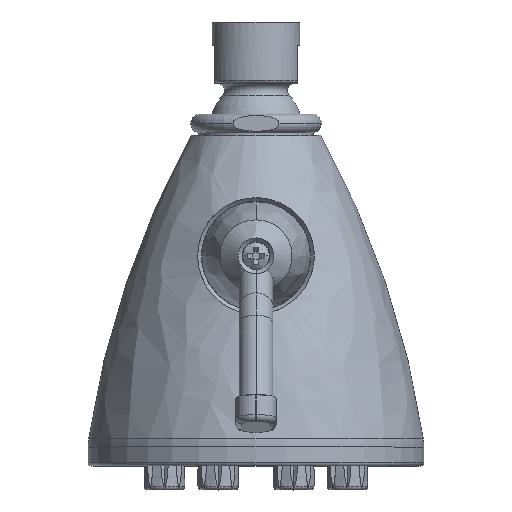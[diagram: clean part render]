
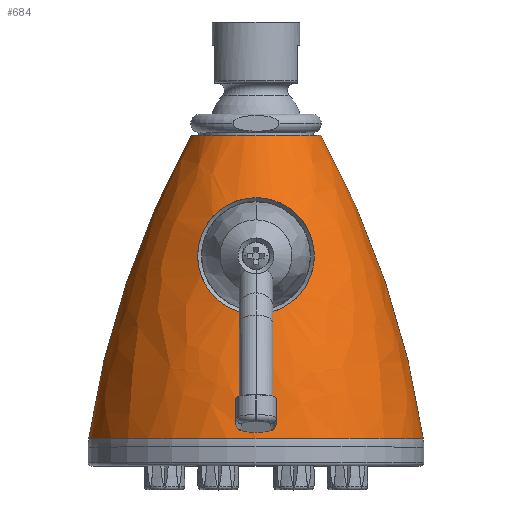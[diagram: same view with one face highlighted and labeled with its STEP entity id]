
A CAD part, top view. The second image highlights one B-rep face of the part: STEP entity #684.
In plain terms, the highlighted free-form (B-spline) face has degree [3, 3] with [7, 4] control points.
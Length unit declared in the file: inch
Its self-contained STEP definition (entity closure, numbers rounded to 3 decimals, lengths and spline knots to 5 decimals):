
#204=CARTESIAN_POINT('',(0.,0.29186,0.));
#205=DIRECTION('',(0.,-1.,0.));
#206=DIRECTION('',(0.,0.,1.));
#207=AXIS2_PLACEMENT_3D('',#204,#205,#206);
#228=CARTESIAN_POINT('',(0.,-1.17133,-7.93656));
#229=DIRECTION('',(-1.,0.,0.));
#230=DIRECTION('',(0.,0.149,0.989));
#231=AXIS2_PLACEMENT_3D('',#228,#229,#230);
#236=CARTESIAN_POINT('',(0.,3.55512,0.));
#237=DIRECTION('',(0.,1.,0.));
#238=DIRECTION('',(0.,0.,-1.));
#239=AXIS2_PLACEMENT_3D('',#236,#237,#238);
#252=CARTESIAN_POINT('',(0.,-1.17133,7.93656));
#253=DIRECTION('',(1.,0.,0.));
#254=DIRECTION('',(0.,0.149,-0.989));
#255=AXIS2_PLACEMENT_3D('',#252,#253,#254);
#291=CARTESIAN_POINT('',(-1.49891,1.62992,
0.));
#292=CARTESIAN_POINT('',(-1.49891,1.62992,0.03239));
#293=CARTESIAN_POINT('',(-1.49525,1.635,0.09795));
#294=CARTESIAN_POINT('',(-1.47878,1.65823,0.19523));
#295=CARTESIAN_POINT('',(-1.45041,1.69854,0.29132));
#296=CARTESIAN_POINT('',(-1.41121,1.75554,0.38145));
#297=CARTESIAN_POINT('',(-1.36016,1.83212,0.4656));
#298=CARTESIAN_POINT('',(-1.3007,1.92591,0.53621));
#299=CARTESIAN_POINT('',(-1.23924,2.03003,0.58756));
#300=CARTESIAN_POINT('',(-1.18077,2.13936,0.61844));
#301=CARTESIAN_POINT('',(-1.1291,2.24985,0.62915));
#302=CARTESIAN_POINT('',(-1.08658,2.35875,0.62069));
#303=CARTESIAN_POINT('',(-1.05448,2.46461,0.59345));
#304=CARTESIAN_POINT('',(-1.03378,2.56238,0.54935));
#305=CARTESIAN_POINT('',(-1.02286,2.6523,0.48852));
#306=CARTESIAN_POINT('',(-1.02008,2.73052,0.41303));
#307=CARTESIAN_POINT('',(-1.02254,2.7957,0.32344));
#308=CARTESIAN_POINT('',(-1.02734,2.84473,0.22233));
#309=CARTESIAN_POINT('',(-1.03157,2.87523,0.11224));
#310=CARTESIAN_POINT('',(-1.03264,2.88189,0.03737));
#311=CARTESIAN_POINT('',(-1.03264,2.88189,
0.));
#316=CARTESIAN_POINT('',(-1.03264,2.88189,
0.));
#317=CARTESIAN_POINT('',(-1.03264,2.88189,
-0.03652));
#318=CARTESIAN_POINT('',(-1.03163,2.87556,
-0.11035));
#319=CARTESIAN_POINT('',(-1.02739,2.84513,
-0.22154));
#320=CARTESIAN_POINT('',(-1.02251,2.79546,
-0.32403));
#321=CARTESIAN_POINT('',(-1.02002,2.72898,
-0.41502));
#322=CARTESIAN_POINT('',(-1.02315,2.64836,
-0.49182));
#323=CARTESIAN_POINT('',(-1.03461,2.55721,
-0.55226));
#324=CARTESIAN_POINT('',(-1.0562,2.45799,
-0.59576));
#325=CARTESIAN_POINT('',(-1.08888,2.35217,
-0.62176));
#326=CARTESIAN_POINT('',(-1.13223,2.24263,
-0.62902));
#327=CARTESIAN_POINT('',(-1.1837,2.13363,
-0.61723));
#328=CARTESIAN_POINT('',(-1.24153,2.02605,
-0.58592));
#329=CARTESIAN_POINT('',(-1.30199,1.92385,
-0.53477));
#330=CARTESIAN_POINT('',(-1.36015,1.83215,
-0.46546));
#331=CARTESIAN_POINT('',(-1.41076,1.75621,
-0.38226));
#332=CARTESIAN_POINT('',(-1.44982,1.69942,
-0.29288));
#333=CARTESIAN_POINT('',(-1.4782,1.65899,
-0.19762));
#334=CARTESIAN_POINT('',(-1.49523,1.63509,
-0.09899));
#335=CARTESIAN_POINT('',(-1.49891,1.62992,
-0.03278));
#336=CARTESIAN_POINT('',(-1.49891,1.62992,
0.));
#492=CARTESIAN_POINT('',(-1.03264,2.88189,
0.));
#493=VERTEX_POINT('',#492);
#498=CARTESIAN_POINT('',(0.,0.29186,1.79659));
#499=CARTESIAN_POINT('',(0.,0.29186,-1.79659));
#500=VERTEX_POINT('',#498);
#501=VERTEX_POINT('',#499);
#518=CARTESIAN_POINT('',(-1.49891,1.62992,
0.));
#519=VERTEX_POINT('',#518);
#520=CARTESIAN_POINT('',(0.,3.55512,0.69685));
#521=VERTEX_POINT('',#520);
#522=CARTESIAN_POINT('',(0.,3.55512,-0.69685));
#523=VERTEX_POINT('',#522);
#640=CARTESIAN_POINT('',(0.04165,3.61572,0.66208));
#641=CARTESIAN_POINT('',(0.07851,2.56138,1.24782));
#642=CARTESIAN_POINT('',(0.1027,1.41788,1.63242));
#643=CARTESIAN_POINT('',(0.11344,0.22337,1.80307));
#644=CARTESIAN_POINT('',(-0.36579,3.61572,
0.68772));
#645=CARTESIAN_POINT('',(-0.6894,2.56138,1.29613));
#646=CARTESIAN_POINT('',(-0.90189,1.41788,1.69562));
#647=CARTESIAN_POINT('',(-0.99617,0.22337,
1.87288));
#648=CARTESIAN_POINT('',(-0.66339,3.61572,
0.40825));
#649=CARTESIAN_POINT('',(-1.25028,2.56138,0.76942));
#650=CARTESIAN_POINT('',(-1.63565,1.41788,1.00658));
#651=CARTESIAN_POINT('',(-1.80664,0.22337,1.1118));
#652=CARTESIAN_POINT('',(-0.66339,3.61572,0.));
#653=CARTESIAN_POINT('',(-1.25028,2.56138,0.));
#654=CARTESIAN_POINT('',(-1.63565,1.41788,0.));
#655=CARTESIAN_POINT('',(-1.80664,0.22337,0.));
#656=CARTESIAN_POINT('',(-0.66339,3.61572,
-0.40825));
#657=CARTESIAN_POINT('',(-1.25028,2.56138,
-0.76942));
#658=CARTESIAN_POINT('',(-1.63565,1.41788,-1.00658));
#659=CARTESIAN_POINT('',(-1.80664,0.22337,
-1.1118));
#660=CARTESIAN_POINT('',(-0.36579,3.61572,
-0.68772));
#661=CARTESIAN_POINT('',(-0.6894,2.56138,
-1.29613));
#662=CARTESIAN_POINT('',(-0.90189,1.41788,
-1.69562));
#663=CARTESIAN_POINT('',(-0.99617,0.22337,
-1.87288));
#664=CARTESIAN_POINT('',(0.04165,3.61572,
-0.66208));
#665=CARTESIAN_POINT('',(0.07851,2.56138,-1.24782));
#666=CARTESIAN_POINT('',(0.1027,1.41788,-1.63242));
#667=CARTESIAN_POINT('',(0.11344,0.22337,
-1.80307));
#668=(BOUNDED_SURFACE()B_SPLINE_SURFACE(3,3,((#640,#641,#642,#643),(#644,#645,
#646,#647),(#648,#649,#650,#651),(#652,#653,#654,#655),(#656,#657,#658,#659),(
#660,#661,#662,#663),(#664,#665,#666,#667)),.UNSPECIFIED.,.F.,.F.,.F.)B_SPLINE_SURFACE_WITH_KNOTS((4,3,4),(4,4),(0.,1.,2.),(0.,1.),.UNSPECIFIED.)GEOMETRIC_REPRESENTATION_ITEM()RATIONAL_B_SPLINE_SURFACE(((1.197,
1.184,1.184,1.197),(0.945,
0.935,0.935,0.945),(0.945,
0.935,0.935,0.945),(1.197,
1.184,1.184,1.197),(0.945,
0.935,0.935,0.945),(0.945,
0.935,0.935,0.945),(1.197,
1.184,1.184,1.197)))REPRESENTATION_ITEM('')SURFACE());
#670=ORIENTED_EDGE('',*,*,#669,.T.);
#672=ORIENTED_EDGE('',*,*,#671,.F.);
#673=ORIENTED_EDGE('',*,*,#623,.T.);
#675=ORIENTED_EDGE('',*,*,#674,.T.);
#676=EDGE_LOOP('',(#670,#672,#673,#675));
#677=FACE_OUTER_BOUND('',#676,.F.);
#679=ORIENTED_EDGE('',*,*,#678,.T.);
#681=ORIENTED_EDGE('',*,*,#680,.T.);
#682=EDGE_LOOP('',(#679,#681));
#683=FACE_BOUND('',#682,.F.);
#208=CIRCLE('',#207,1.79659);
#232=CIRCLE('',#231,9.84252);
#240=CIRCLE('',#239,0.69685);
#256=CIRCLE('',#255,9.84252);
#312=B_SPLINE_CURVE_WITH_KNOTS('',3,(#291,#292,#293,#294,#295,#296,#297,#298,
#299,#300,#301,#302,#303,#304,#305,#306,#307,#308,#309,#310,#311),.UNSPECIFIED.,
.F.,.F.,(4,1,1,1,1,1,1,1,1,1,1,1,1,1,1,1,1,1,4),(0.,0.05556,
0.11111,0.16667,0.22222,0.27778,
0.33333,0.38889,0.44444,0.5,0.55556,
0.61111,0.66667,0.72222,0.77778,
0.83333,0.88889,0.94444,1.),.UNSPECIFIED.);
#337=B_SPLINE_CURVE_WITH_KNOTS('',3,(#316,#317,#318,#319,#320,#321,#322,#323,
#324,#325,#326,#327,#328,#329,#330,#331,#332,#333,#334,#335,#336),.UNSPECIFIED.,
.F.,.F.,(4,1,1,1,1,1,1,1,1,1,1,1,1,1,1,1,1,1,4),(0.,0.05556,
0.11111,0.16667,0.22222,0.27778,
0.33333,0.38889,0.44444,0.5,0.55556,
0.61111,0.66667,0.72222,0.77778,
0.83333,0.88889,0.94444,1.),.UNSPECIFIED.);
#623=EDGE_CURVE('',#500,#501,#208,.T.);
#669=EDGE_CURVE('',#523,#521,#240,.T.);
#671=EDGE_CURVE('',#500,#521,#232,.T.);
#674=EDGE_CURVE('',#501,#523,#256,.T.);
#678=EDGE_CURVE('',#519,#493,#312,.T.);
#680=EDGE_CURVE('',#493,#519,#337,.T.);
#684=ADVANCED_FACE('',(#677,#683),#668,.T.);
